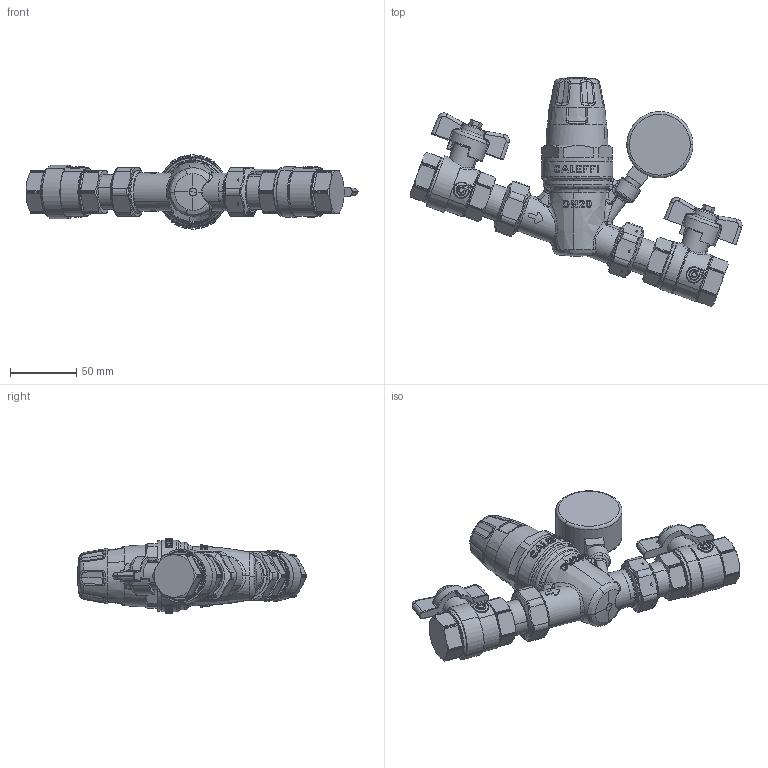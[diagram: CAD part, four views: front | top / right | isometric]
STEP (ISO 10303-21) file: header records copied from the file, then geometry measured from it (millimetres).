
FILE_DESCRIPTION(('CATIA V5 STEP Exchange'),'2;1');
FILE_NAME('STEP_554150_-_TST.stp','2018-07-27T14:26:57+00:00',('none'),('none'),'CATIA Version 5-6 Release 2016 SP4','CATIA V5 STEP AP203','none');
FILE_SCHEMA(('CONFIG_CONTROL_DESIGN'));
Products named in the file (1): 554150 - TST
Bounding box: 250.79 x 173.07 x 56 mm (x, y, z)
Volume: 490835.2 mm3; surface area: 70721.9 mm2
Topology: 1 solids, 2 shells, 2822 faces, 6841 edges, 3894 vertices
Faces by surface type: bspline 1631, cylinder 404, plane 336, cone 179, sphere 152, torus 100, extrusion 12, revolution 8
Entity records: 159967 total; most frequent: CARTESIAN_POINT 111810, ORIENTED_EDGE 13302, EDGE_CURVE 6651, B_SPLINE_CURVE_WITH_KNOTS 4633, VERTEX_POINT 3894, DIRECTION 3788, EDGE_LOOP 2889, ADVANCED_FACE 2822
